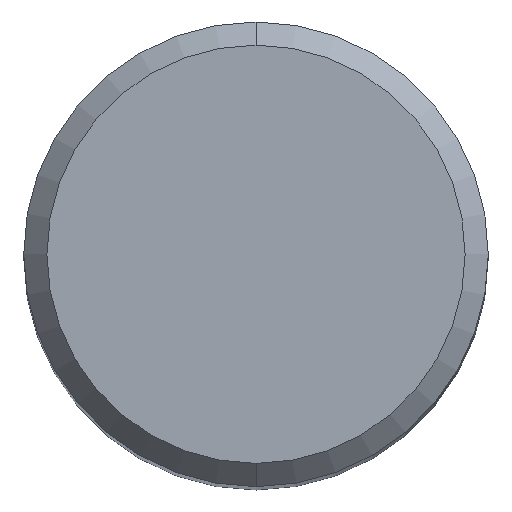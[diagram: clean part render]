
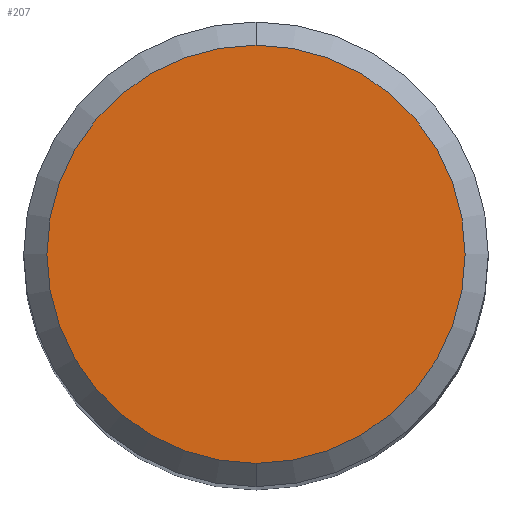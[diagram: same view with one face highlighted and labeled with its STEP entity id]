
A CAD part, top view. The second image highlights one B-rep face of the part: STEP entity #207.
In plain terms, the highlighted planar face has unit normal (0, 0, 1).
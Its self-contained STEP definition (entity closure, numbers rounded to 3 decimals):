
#163=VERTEX_POINT('',#370);
#207=ADVANCED_FACE('',(#419),#420,.T.);
#237=EDGE_CURVE('',#289,#163,#458,.T.);
#281=EDGE_CURVE('',#163,#289,#507,.T.);
#289=VERTEX_POINT('',#515);
#370=CARTESIAN_POINT('',(0.0,5.4,0.));
#419=FACE_OUTER_BOUND('',#664,.T.);
#420=PLANE('',#665);
#458=CIRCLE('',#712,5.4);
#507=CIRCLE('',#776,5.4);
#515=CARTESIAN_POINT('',(0.,-5.4,0.));
#664=EDGE_LOOP('',(#928,#929));
#665=AXIS2_PLACEMENT_3D('',#930,#931,#932);
#712=AXIS2_PLACEMENT_3D('',#1003,#1004,#1005);
#776=AXIS2_PLACEMENT_3D('',#1054,#1055,#1056);
#928=ORIENTED_EDGE('',*,*,#281,.F.);
#929=ORIENTED_EDGE('',*,*,#237,.F.);
#930=CARTESIAN_POINT('',(0.0,2.7,0.));
#931=DIRECTION('',(-0.0,0.0,1.0));
#932=DIRECTION('',(0.0,-1.0,0.0));
#1003=CARTESIAN_POINT('',(0.0,0.0,0.));
#1004=DIRECTION('',(0.0,0.0,-1.0));
#1005=DIRECTION('',(0.0,1.0,0.0));
#1054=CARTESIAN_POINT('',(0.0,0.0,0.));
#1055=DIRECTION('',(0.0,0.0,-1.0));
#1056=DIRECTION('',(0.0,1.0,0.0));
